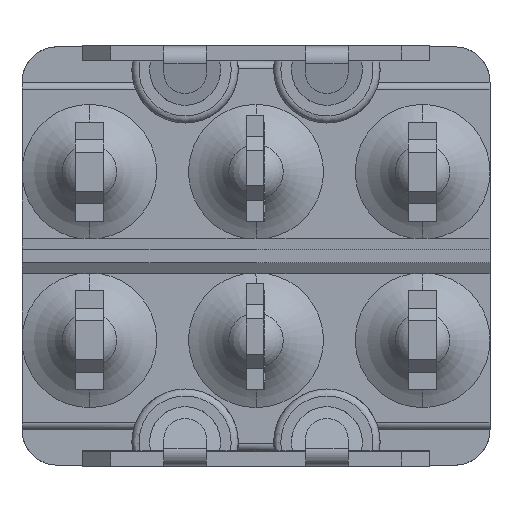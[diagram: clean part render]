
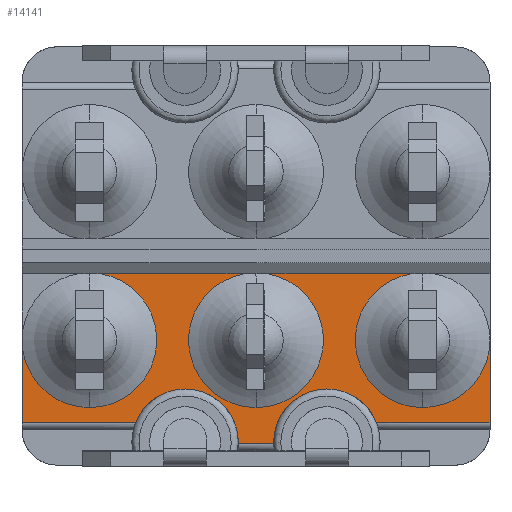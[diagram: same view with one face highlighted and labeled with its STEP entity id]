
A CAD part, front view. The second image highlights one B-rep face of the part: STEP entity #14141.
In plain terms, the highlighted planar face has unit normal (0, -1, 0).
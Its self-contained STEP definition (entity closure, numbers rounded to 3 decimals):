
#4409=DIRECTION('',(-1.,0.,0.));
#4410=VECTOR('',#4409,4.086);
#4411=CARTESIAN_POINT('',(4.393,0.35,
-0.5));
#4412=LINE('',#4411,#4410);
#4413=DIRECTION('',(-1.,0.,0.));
#4414=VECTOR('',#4413,4.086);
#4415=CARTESIAN_POINT('',(-0.307,0.35,
-0.5));
#4416=LINE('',#4415,#4414);
#4468=CARTESIAN_POINT('',(-4.7,0.35,-2.375));
#4469=DIRECTION('',(0.,-1.,0.));
#4470=DIRECTION('',(-1.,0.,0.));
#4471=AXIS2_PLACEMENT_3D('',#4468,#4469,#4470);
#4473=CARTESIAN_POINT('',(-4.7,0.35,-2.375));
#4474=DIRECTION('',(0.,-1.,0.));
#4475=DIRECTION('',(0.,0.,-1.));
#4476=AXIS2_PLACEMENT_3D('',#4473,#4474,#4475);
#4478=CARTESIAN_POINT('',(0.,0.35,-2.375));
#4479=DIRECTION('',(0.,-1.,0.));
#4480=DIRECTION('',(-0.162,0.,0.987));
#4481=AXIS2_PLACEMENT_3D('',#4478,#4479,#4480);
#4483=CARTESIAN_POINT('',(0.,0.35,-2.375));
#4484=DIRECTION('',(0.,-1.,0.));
#4485=DIRECTION('',(0.,0.,-1.));
#4486=AXIS2_PLACEMENT_3D('',#4483,#4484,#4485);
#4488=CARTESIAN_POINT('',(4.7,0.35,-2.375));
#4489=DIRECTION('',(0.,-1.,0.));
#4490=DIRECTION('',(-0.162,0.,0.987));
#4491=AXIS2_PLACEMENT_3D('',#4488,#4489,#4490);
#4493=CARTESIAN_POINT('',(4.7,0.35,-2.375));
#4494=DIRECTION('',(0.,-1.,0.));
#4495=DIRECTION('',(0.,0.,-1.));
#4496=AXIS2_PLACEMENT_3D('',#4493,#4494,#4495);
#4498=DIRECTION('',(0.,0.,-1.));
#4499=VECTOR('',#4498,2.325);
#4500=CARTESIAN_POINT('',(6.6,0.35,-2.375));
#4501=LINE('',#4500,#4499);
#4502=CARTESIAN_POINT('',(2.,0.35,-5.25));
#4503=DIRECTION('',(0.,-1.,0.));
#4504=DIRECTION('',(0.93,0.,0.367));
#4505=AXIS2_PLACEMENT_3D('',#4502,#4503,#4504);
#4507=CARTESIAN_POINT('',(2.,0.35,-5.25));
#4508=DIRECTION('',(0.,-1.,0.));
#4509=DIRECTION('',(0.,0.,1.));
#4510=AXIS2_PLACEMENT_3D('',#4507,#4508,#4509);
#4512=CARTESIAN_POINT('',(-2.,0.35,-5.25));
#4513=DIRECTION('',(0.,-1.,0.));
#4514=DIRECTION('',(0.999,0.,-0.033));
#4515=AXIS2_PLACEMENT_3D('',#4512,#4513,#4514);
#4517=CARTESIAN_POINT('',(-2.,0.35,-5.25));
#4518=DIRECTION('',(0.,-1.,0.));
#4519=DIRECTION('',(0.,0.,1.));
#4520=AXIS2_PLACEMENT_3D('',#4517,#4518,#4519);
#4522=DIRECTION('',(0.,0.,1.));
#4523=VECTOR('',#4522,2.325);
#4524=CARTESIAN_POINT('',(-6.6,0.35,-4.7));
#4525=LINE('',#4524,#4523);
#4831=CARTESIAN_POINT('',(-0.307,0.35,
-0.5));
#5089=CARTESIAN_POINT('',(4.393,0.35,
-0.5));
#5473=DIRECTION('',(1.,0.,0.));
#5474=VECTOR('',#5473,3.204);
#5475=CARTESIAN_POINT('',(3.396,0.35,-4.7));
#5476=LINE('',#5475,#5474);
#5507=DIRECTION('',(1.,0.,0.));
#5508=VECTOR('',#5507,1.002);
#5509=CARTESIAN_POINT('',(-0.501,0.35,-5.3));
#5510=LINE('',#5509,#5508);
#5635=DIRECTION('',(1.,0.,0.));
#5636=VECTOR('',#5635,3.204);
#5637=CARTESIAN_POINT('',(-6.6,0.35,-4.7));
#5638=LINE('',#5637,#5636);
#6719=CARTESIAN_POINT('',(6.6,0.35,-4.7));
#6720=VERTEX_POINT('',#6719);
#6721=CARTESIAN_POINT('',(6.6,0.35,-2.375));
#6722=VERTEX_POINT('',#6721);
#7227=CARTESIAN_POINT('',(-6.6,0.35,-2.375));
#7228=VERTEX_POINT('',#7227);
#7229=CARTESIAN_POINT('',(-6.6,0.35,-4.7));
#7230=VERTEX_POINT('',#7229);
#7242=VERTEX_POINT('',#5089);
#7243=CARTESIAN_POINT('',(0.307,0.35,
-0.5));
#7244=VERTEX_POINT('',#7243);
#7246=VERTEX_POINT('',#4831);
#7247=CARTESIAN_POINT('',(-4.393,0.35,
-0.5));
#7248=VERTEX_POINT('',#7247);
#7249=CARTESIAN_POINT('',(-4.7,0.35,-4.275));
#7250=VERTEX_POINT('',#7249);
#7259=CARTESIAN_POINT('',(0.,0.35,-4.275));
#7260=VERTEX_POINT('',#7259);
#7261=CARTESIAN_POINT('',(4.7,0.35,-4.275));
#7262=VERTEX_POINT('',#7261);
#7263=CARTESIAN_POINT('',(3.396,0.35,-4.7));
#7264=VERTEX_POINT('',#7263);
#7265=CARTESIAN_POINT('',(2.,0.35,-3.75));
#7266=CARTESIAN_POINT('',(0.501,0.35,-5.3));
#7267=VERTEX_POINT('',#7265);
#7268=VERTEX_POINT('',#7266);
#7269=CARTESIAN_POINT('',(-0.501,0.35,-5.3));
#7270=VERTEX_POINT('',#7269);
#7271=CARTESIAN_POINT('',(-2.,0.35,-3.75));
#7272=CARTESIAN_POINT('',(-3.396,0.35,-4.7));
#7273=VERTEX_POINT('',#7271);
#7274=VERTEX_POINT('',#7272);
#14105=CARTESIAN_POINT('',(0.,0.35,-2.5));
#14106=DIRECTION('',(0.,-1.,0.));
#14107=DIRECTION('',(0.,0.,-1.));
#14108=AXIS2_PLACEMENT_3D('',#14105,#14106,#14107);
#14109=PLANE('',#14108);
#14110=ORIENTED_EDGE('',*,*,#14083,.T.);
#14112=ORIENTED_EDGE('',*,*,#14111,.T.);
#14113=ORIENTED_EDGE('',*,*,#14071,.F.);
#14115=ORIENTED_EDGE('',*,*,#14114,.T.);
#14117=ORIENTED_EDGE('',*,*,#14116,.T.);
#14118=ORIENTED_EDGE('',*,*,#14065,.F.);
#14120=ORIENTED_EDGE('',*,*,#14119,.T.);
#14122=ORIENTED_EDGE('',*,*,#14121,.T.);
#14123=ORIENTED_EDGE('',*,*,#8508,.T.);
#14125=ORIENTED_EDGE('',*,*,#14124,.F.);
#14127=ORIENTED_EDGE('',*,*,#14126,.T.);
#14129=ORIENTED_EDGE('',*,*,#14128,.T.);
#14131=ORIENTED_EDGE('',*,*,#14130,.F.);
#14133=ORIENTED_EDGE('',*,*,#14132,.T.);
#14135=ORIENTED_EDGE('',*,*,#14134,.T.);
#14137=ORIENTED_EDGE('',*,*,#14136,.F.);
#14138=ORIENTED_EDGE('',*,*,#14016,.T.);
#14139=EDGE_LOOP('',(#14110,#14112,#14113,#14115,#14117,#14118,#14120,#14122,
#14123,#14125,#14127,#14129,#14131,#14133,#14135,#14137,#14138));
#14140=FACE_OUTER_BOUND('',#14139,.F.);
#14141=ADVANCED_FACE('',(#14140),#14109,.T.);
#4472=CIRCLE('',#4471,1.9);
#4477=CIRCLE('',#4476,1.9);
#4482=CIRCLE('',#4481,1.9);
#4487=CIRCLE('',#4486,1.9);
#4492=CIRCLE('',#4491,1.9);
#4497=CIRCLE('',#4496,1.9);
#4506=CIRCLE('',#4505,1.5);
#4511=CIRCLE('',#4510,1.5);
#4516=CIRCLE('',#4515,1.5);
#4521=CIRCLE('',#4520,1.5);
#8508=EDGE_CURVE('',#6722,#6720,#4501,.T.);
#14016=EDGE_CURVE('',#7230,#7228,#4525,.T.);
#14065=EDGE_CURVE('',#7242,#7244,#4412,.T.);
#14071=EDGE_CURVE('',#7246,#7248,#4416,.T.);
#14083=EDGE_CURVE('',#7228,#7250,#4472,.T.);
#14111=EDGE_CURVE('',#7250,#7248,#4477,.T.);
#14114=EDGE_CURVE('',#7246,#7260,#4482,.T.);
#14116=EDGE_CURVE('',#7260,#7244,#4487,.T.);
#14119=EDGE_CURVE('',#7242,#7262,#4492,.T.);
#14121=EDGE_CURVE('',#7262,#6722,#4497,.T.);
#14124=EDGE_CURVE('',#7264,#6720,#5476,.T.);
#14126=EDGE_CURVE('',#7264,#7267,#4506,.T.);
#14128=EDGE_CURVE('',#7267,#7268,#4511,.T.);
#14130=EDGE_CURVE('',#7270,#7268,#5510,.T.);
#14132=EDGE_CURVE('',#7270,#7273,#4516,.T.);
#14134=EDGE_CURVE('',#7273,#7274,#4521,.T.);
#14136=EDGE_CURVE('',#7230,#7274,#5638,.T.);
